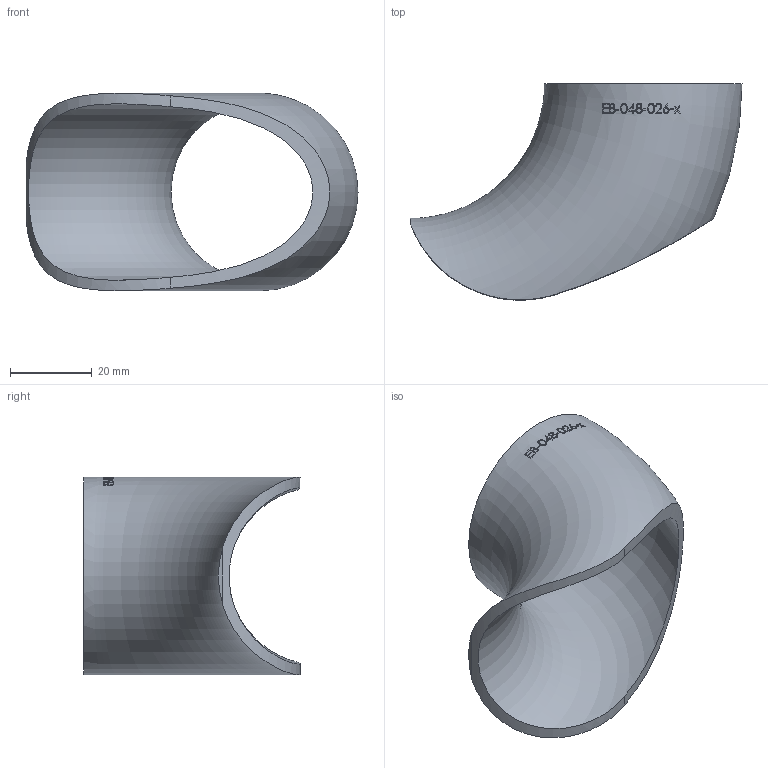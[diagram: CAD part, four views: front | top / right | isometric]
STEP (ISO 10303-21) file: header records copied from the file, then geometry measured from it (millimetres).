
FILE_DESCRIPTION (( 'STEP AP214' ), '1' );
FILE_NAME ('EB-048-026-x Einschweissbogen 2208.STEP', '2022-08-30T09:04:54', ( '' ), ( '' ), 'SwSTEP 2.0', 'SolidWorks 2019', '' );
FILE_SCHEMA (( 'AUTOMOTIVE_DESIGN' ));
Length unit declared in the file: millimetre
Products named in the file (1): EB-048-026-x Einschweissbogen 2208
Bounding box: 81.15 x 52.8 x 48.3 mm (x, y, z)
Volume: 19964.9 mm3; surface area: 16372.7 mm2
Topology: 1 solids, 1 shells, 152 faces, 397 edges, 266 vertices
Faces by surface type: bspline 127, torus 22, plane 2, cylinder 1
Entity records: 16509 total; most frequent: CARTESIAN_POINT 12372, ORIENTED_EDGE 786, EDGE_CURVE 393, B_SPLINE_CURVE_WITH_KNOTS 388, VERTEX_POINT 264, EDGE_LOOP 175, FACE_OUTER_BOUND 154, ADVANCED_FACE 152
